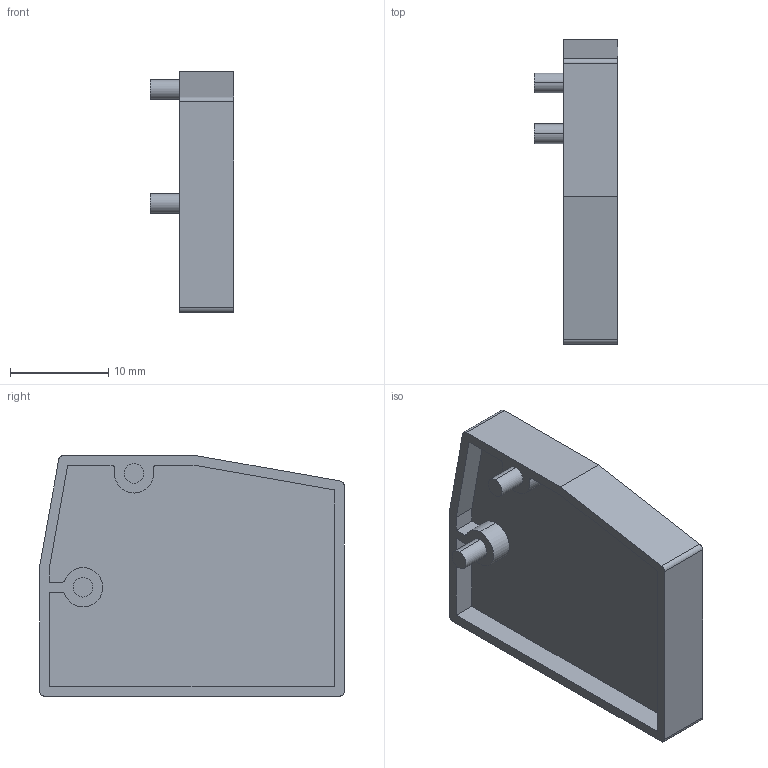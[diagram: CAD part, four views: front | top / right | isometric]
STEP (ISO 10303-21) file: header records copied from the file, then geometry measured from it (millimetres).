
FILE_DESCRIPTION(('CATIA V5 STEP Exchange','CAx-IF Rec.Pracs.--- Model Styling and Organization---1.2---2011-12-15'),'2;1');
FILE_NAME ('D1459563_0_1936440000_1936440000.stp','2018-09-20T15:52:54+00:00',('none'),('Weidmueller'),'CATIA Version 5-6 Release 2014','CATIA V5 STEP AP214','none');
FILE_SCHEMA(('AUTOMOTIVE_DESIGN { 1 0 10303 214 1 1 1 1 }'));
Length unit declared in the file: millimetre
Products named in the file (1): 1936440000
Bounding box: 8.5 x 31 x 24.5 mm (x, y, z)
Volume: 1286.7 mm3; surface area: 2656.7 mm2
Topology: 1 solids, 1 shells, 64 faces, 168 edges, 112 vertices
Faces by surface type: plane 34, cylinder 30
Entity records: 1814 total; most frequent: ORIENTED_EDGE 336, CARTESIAN_POINT 317, DIRECTION 240, EDGE_CURVE 168, VERTEX_POINT 112, VECTOR 108, LINE 108, AXIS2_PLACEMENT_3D 97
